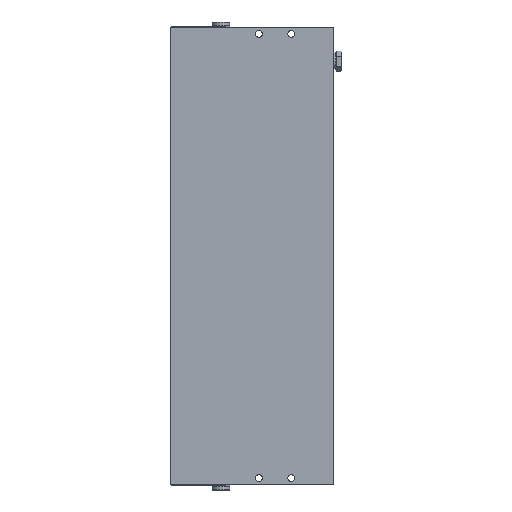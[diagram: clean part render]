
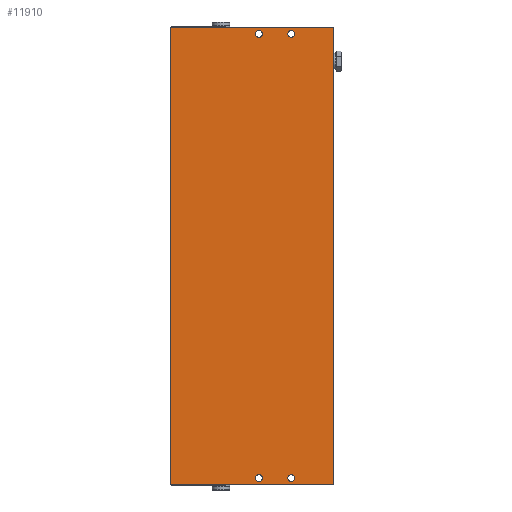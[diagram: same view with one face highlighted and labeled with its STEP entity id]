
A CAD part, front view. The second image highlights one B-rep face of the part: STEP entity #11910.
In plain terms, the highlighted planar face has unit normal (0, -1, 0).
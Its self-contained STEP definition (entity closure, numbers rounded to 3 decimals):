
#772=LINE('',#19124,#1414);
#829=LINE('',#19411,#1471);
#830=LINE('',#19421,#1472);
#831=LINE('',#19423,#1473);
#1414=VECTOR('',#15059,1000.);
#1471=VECTOR('',#15294,1000.);
#1472=VECTOR('',#15305,1000.);
#1473=VECTOR('',#15306,1000.);
#2434=ORIENTED_EDGE('',*,*,#5387,.T.);
#2435=ORIENTED_EDGE('',*,*,#5388,.T.);
#2436=ORIENTED_EDGE('',*,*,#5389,.T.);
#2437=ORIENTED_EDGE('',*,*,#5390,.T.);
#2438=ORIENTED_EDGE('',*,*,#5391,.T.);
#2439=ORIENTED_EDGE('',*,*,#5392,.F.);
#2440=ORIENTED_EDGE('',*,*,#5244,.F.);
#2441=ORIENTED_EDGE('',*,*,#5386,.T.);
#5244=EDGE_CURVE('',#6721,#6722,#772,.T.);
#5386=EDGE_CURVE('',#6721,#6862,#829,.T.);
#5387=EDGE_CURVE('',#6863,#6863,#7893,.T.);
#5388=EDGE_CURVE('',#6864,#6864,#7894,.T.);
#5389=EDGE_CURVE('',#6865,#6865,#7895,.T.);
#5390=EDGE_CURVE('',#6866,#6866,#7896,.T.);
#5391=EDGE_CURVE('',#6862,#6867,#830,.T.);
#5392=EDGE_CURVE('',#6722,#6867,#831,.T.);
#6721=VERTEX_POINT('',#19123);
#6722=VERTEX_POINT('',#19125);
#6862=VERTEX_POINT('',#19410);
#6863=VERTEX_POINT('',#19414);
#6864=VERTEX_POINT('',#19416);
#6865=VERTEX_POINT('',#19418);
#6866=VERTEX_POINT('',#19420);
#6867=VERTEX_POINT('',#19422);
#7893=CIRCLE('',#13131,2.75);
#7894=CIRCLE('',#13132,2.75);
#7895=CIRCLE('',#13133,2.75);
#7896=CIRCLE('',#13134,2.75);
#8617=EDGE_LOOP('',(#2434));
#8618=EDGE_LOOP('',(#2435));
#8619=EDGE_LOOP('',(#2436));
#8620=EDGE_LOOP('',(#2437));
#8621=EDGE_LOOP('',(#2438,#2439,#2440,#2441));
#10189=FACE_BOUND('',#8617,.T.);
#10190=FACE_BOUND('',#8618,.T.);
#10191=FACE_BOUND('',#8619,.T.);
#10192=FACE_BOUND('',#8620,.T.);
#10193=FACE_BOUND('',#8621,.T.);
#11538=PLANE('',#13130);
#11910=ADVANCED_FACE('',(#10189,#10190,#10191,#10192,#10193),#11538,.F.);
#13130=AXIS2_PLACEMENT_3D('',#19412,#15295,#15296);
#13131=AXIS2_PLACEMENT_3D('',#19413,#15297,#15298);
#13132=AXIS2_PLACEMENT_3D('',#19415,#15299,#15300);
#13133=AXIS2_PLACEMENT_3D('',#19417,#15301,#15302);
#13134=AXIS2_PLACEMENT_3D('',#19419,#15303,#15304);
#15059=DIRECTION('',(1.,0.,0.));
#15294=DIRECTION('',(0.,0.,-1.));
#15295=DIRECTION('',(0.,1.,0.));
#15296=DIRECTION('',(0.,0.,1.));
#15297=DIRECTION('',(0.,1.,0.));
#15298=DIRECTION('',(0.,0.,1.));
#15299=DIRECTION('',(0.,1.,0.));
#15300=DIRECTION('',(0.,0.,1.));
#15301=DIRECTION('',(0.,1.,0.));
#15302=DIRECTION('',(0.,0.,1.));
#15303=DIRECTION('',(0.,1.,0.));
#15304=DIRECTION('',(0.,0.,1.));
#15305=DIRECTION('',(1.,0.,0.));
#15306=DIRECTION('',(0.,0.,-1.));
#19123=CARTESIAN_POINT('',(0.,-42.5,367.5));
#19124=CARTESIAN_POINT('',(0.,-42.5,367.5));
#19125=CARTESIAN_POINT('',(131.,-42.5,367.5));
#19410=CARTESIAN_POINT('',(0.,-42.5,0.));
#19411=CARTESIAN_POINT('',(0.,-42.5,367.5));
#19412=CARTESIAN_POINT('',(0.,-42.5,367.5));
#19413=CARTESIAN_POINT('',(60.,-42.5,5.));
#19414=CARTESIAN_POINT('',(60.,-42.5,7.75));
#19415=CARTESIAN_POINT('',(34.,-42.5,362.5));
#19416=CARTESIAN_POINT('',(34.,-42.5,365.25));
#19417=CARTESIAN_POINT('',(60.,-42.5,362.5));
#19418=CARTESIAN_POINT('',(60.,-42.5,365.25));
#19419=CARTESIAN_POINT('',(34.,-42.5,5.));
#19420=CARTESIAN_POINT('',(34.,-42.5,7.75));
#19421=CARTESIAN_POINT('',(0.,-42.5,0.));
#19422=CARTESIAN_POINT('',(131.,-42.5,0.));
#19423=CARTESIAN_POINT('',(131.,-42.5,367.5));
